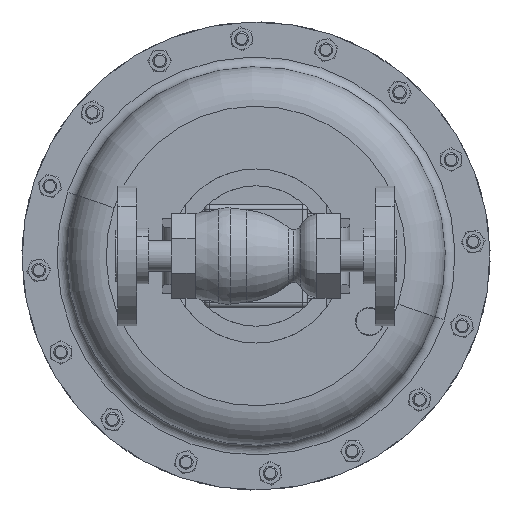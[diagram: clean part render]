
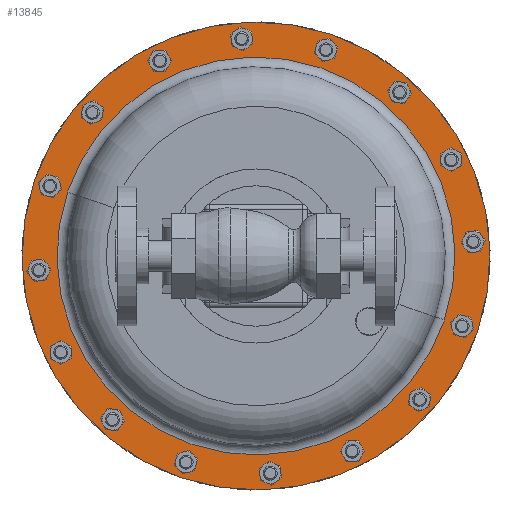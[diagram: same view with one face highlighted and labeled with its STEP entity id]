
A CAD part, front view. The second image highlights one B-rep face of the part: STEP entity #13845.
In plain terms, the highlighted planar face has unit normal (0, -1, 0).
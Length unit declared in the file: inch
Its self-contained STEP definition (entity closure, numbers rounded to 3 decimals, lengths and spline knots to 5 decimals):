
#835 = EDGE_CURVE ( 'NONE', #23189, #7266, #5591, .T. ) ;
#1087 = CARTESIAN_POINT ( 'NONE',  ( 0., 9.4, 0. ) ) ;
#2069 = ORIENTED_EDGE ( 'NONE', *, *, #3527, .F. ) ;
#3425 = DIRECTION ( 'NONE',  ( 0.947, 0., -0.321 ) ) ;
#3527 = EDGE_CURVE ( 'NONE', #7266, #23189, #4001, .T. ) ;
#3775 = DIRECTION ( 'NONE',  ( 0., 1., 0. ) ) ;
#3808 = DIRECTION ( 'NONE',  ( -0.947, 0., 0.321 ) ) ;
#4001 = CIRCLE ( 'NONE', #26493, 6.25 ) ;
#4521 = CARTESIAN_POINT ( 'NONE',  ( 0., 9.4, 0. ) ) ;
#5591 = CIRCLE ( 'NONE', #22991, 6.25 ) ;
#6709 = CARTESIAN_POINT ( 'NONE',  ( -5.91831, 9.4, 2.009 ) ) ;
#6835 = DIRECTION ( 'NONE',  ( 0.947, 0., -0.321 ) ) ;
#7190 = AXIS2_PLACEMENT_3D ( 'NONE', #12969, #17582, #3808 ) ;
#7266 = VERTEX_POINT ( 'NONE', #6709 ) ;
#7545 = FACE_OUTER_BOUND ( 'NONE', #28071, .T. ) ;
#8889 = EDGE_CURVE ( 'NONE', #29740, #12624, #27842, .T. ) ;
#9430 = DIRECTION ( 'NONE',  ( 0., 1., 0. ) ) ;
#10126 = ORIENTED_EDGE ( 'NONE', *, *, #8889, .T. ) ;
#10954 = AXIS2_PLACEMENT_3D ( 'NONE', #4521, #20578, #6835 ) ;
#12624 = VERTEX_POINT ( 'NONE', #24450 ) ;
#12969 = CARTESIAN_POINT ( 'NONE',  ( -2.009, 9.4, -5.91831 ) ) ;
#13845 = ADVANCED_FACE ( 'NONE', ( #19748, #7545 ), #19765, .T. ) ;
#14866 = EDGE_LOOP ( 'NONE', ( #10126, #24927 ) ) ;
#17202 = DIRECTION ( 'NONE',  ( 0., 1., 0. ) ) ;
#17552 = CARTESIAN_POINT ( 'NONE',  ( 0., 9.4, 0. ) ) ;
#17582 = DIRECTION ( 'NONE',  ( 0., -1., 0. ) ) ;
#19748 = FACE_BOUND ( 'NONE', #14866, .T. ) ;
#19765 = PLANE ( 'NONE',  #7190 ) ;
#19821 = DIRECTION ( 'NONE',  ( 0.947, 0., -0.321 ) ) ;
#20578 = DIRECTION ( 'NONE',  ( 0., 1., 0. ) ) ;
#20696 = CARTESIAN_POINT ( 'NONE',  ( 5.91831, 9.4, -2.009 ) ) ;
#22073 = AXIS2_PLACEMENT_3D ( 'NONE', #23163, #9430, #25462 ) ;
#22991 = AXIS2_PLACEMENT_3D ( 'NONE', #17552, #3775, #19821 ) ;
#23163 = CARTESIAN_POINT ( 'NONE',  ( 0., 9.4, 0. ) ) ;
#23189 = VERTEX_POINT ( 'NONE', #20696 ) ;
#23266 = CARTESIAN_POINT ( 'NONE',  ( 5.03293, 9.4, -1.70845 ) ) ;
#23379 = CIRCLE ( 'NONE', #22073, 5.315 ) ;
#23774 = EDGE_CURVE ( 'NONE', #12624, #29740, #23379, .T. ) ;
#24450 = CARTESIAN_POINT ( 'NONE',  ( -5.03293, 9.4, 1.70845 ) ) ;
#24927 = ORIENTED_EDGE ( 'NONE', *, *, #23774, .T. ) ;
#25462 = DIRECTION ( 'NONE',  ( 0.947, 0., -0.321 ) ) ;
#26493 = AXIS2_PLACEMENT_3D ( 'NONE', #1087, #17202, #3425 ) ;
#27596 = ORIENTED_EDGE ( 'NONE', *, *, #835, .F. ) ;
#27842 = CIRCLE ( 'NONE', #10954, 5.315 ) ;
#28071 = EDGE_LOOP ( 'NONE', ( #27596, #2069 ) ) ;
#29740 = VERTEX_POINT ( 'NONE', #23266 ) ;
